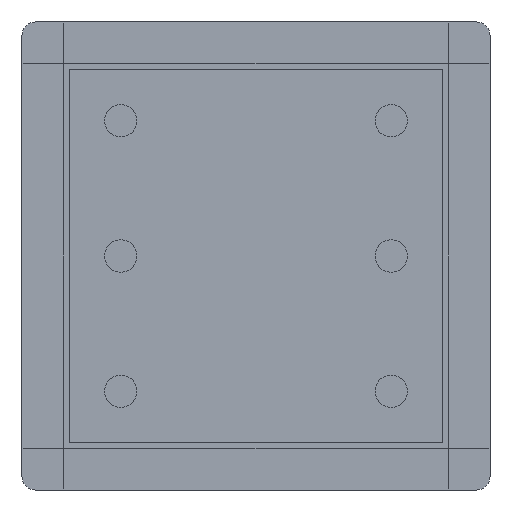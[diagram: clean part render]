
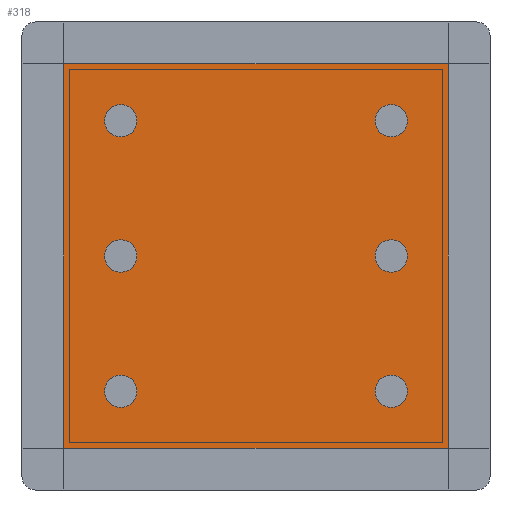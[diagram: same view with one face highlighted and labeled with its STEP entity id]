
A CAD part, front view. The second image highlights one B-rep face of the part: STEP entity #318.
In plain terms, the highlighted planar face has unit normal (0, -1, 0).
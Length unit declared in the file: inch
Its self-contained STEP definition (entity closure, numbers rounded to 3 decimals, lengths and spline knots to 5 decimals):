
#318 = ADVANCED_FACE( '', ( #617 ), #618, .F. );
#617 = FACE_OUTER_BOUND( '', #925, .T. );
#618 = PLANE( '', #926 );
#925 = EDGE_LOOP( '', ( #1500, #1501, #1502, #1503 ) );
#926 = AXIS2_PLACEMENT_3D( '', #1504, #1505, #1506 );
#1500 = ORIENTED_EDGE( '', *, *, #2037, .F. );
#1501 = ORIENTED_EDGE( '', *, *, #2038, .F. );
#1502 = ORIENTED_EDGE( '', *, *, #2039, .F. );
#1503 = ORIENTED_EDGE( '', *, *, #1993, .F. );
#1504 = CARTESIAN_POINT( '', ( 0., 0.032, 0. ) );
#1505 = DIRECTION( '', ( 0., 1., 0. ) );
#1506 = DIRECTION( '', ( 0., 0., 1. ) );
#1993 = EDGE_CURVE( '', #2391, #2393, #2394, .T. );
#2037 = EDGE_CURVE( '', #2451, #2391, #2452, .T. );
#2038 = EDGE_CURVE( '', #2453, #2451, #2454, .T. );
#2039 = EDGE_CURVE( '', #2393, #2453, #2455, .T. );
#2391 = VERTEX_POINT( '', #2942 );
#2393 = VERTEX_POINT( '', #2945 );
#2394 = LINE( '', #2946, #2947 );
#2451 = VERTEX_POINT( '', #3024 );
#2452 = LINE( '', #3025, #3026 );
#2453 = VERTEX_POINT( '', #3027 );
#2454 = LINE( '', #3028, #3029 );
#2455 = LINE( '', #3030, #3031 );
#2942 = CARTESIAN_POINT( '', ( -0.142, 0.032, -0.142 ) );
#2945 = CARTESIAN_POINT( '', ( -0.142, 0.032, 0.142 ) );
#2946 = CARTESIAN_POINT( '', ( -0.142, 0.032, -0.142 ) );
#2947 = VECTOR( '', #3300, 39.37008 );
#3024 = CARTESIAN_POINT( '', ( 0.142, 0.032, -0.142 ) );
#3025 = CARTESIAN_POINT( '', ( 0.142, 0.032, -0.142 ) );
#3026 = VECTOR( '', #3351, 39.37008 );
#3027 = CARTESIAN_POINT( '', ( 0.142, 0.032, 0.142 ) );
#3028 = CARTESIAN_POINT( '', ( 0.142, 0.032, 0.142 ) );
#3029 = VECTOR( '', #3352, 39.37008 );
#3030 = CARTESIAN_POINT( '', ( -0.142, 0.032, 0.142 ) );
#3031 = VECTOR( '', #3353, 39.37008 );
#3300 = DIRECTION( '', ( 0., 0., 1. ) );
#3351 = DIRECTION( '', ( -1., 0., 0. ) );
#3352 = DIRECTION( '', ( 0., 0., -1. ) );
#3353 = DIRECTION( '', ( 1., 0., 0. ) );
